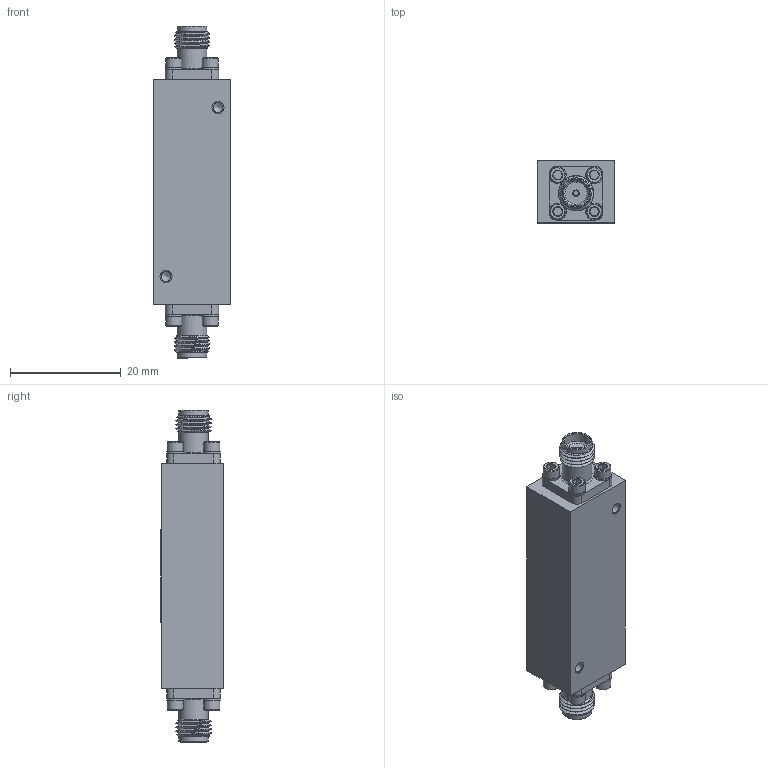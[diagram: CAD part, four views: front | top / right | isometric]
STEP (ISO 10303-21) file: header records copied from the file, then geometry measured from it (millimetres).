
FILE_DESCRIPTION (( 'STEP AP203' ), '1' );
FILE_NAME ('PE87FL1012_3D.step', '2021-03-11T18:13:33', ( '' ), ( '' ), 'SwSTEP 2.0', 'SolidWorks 2020', '' );
FILE_SCHEMA (( 'CONFIG_CONTROL_DESIGN' ));
Length unit declared in the file: inch
Products named in the file (1): PE87FL1012_3D
Bounding box: 13.97 x 11.23 x 59.94 mm (x, y, z)
Volume: 7006.6 mm3; surface area: 3548.8 mm2
Topology: 1 solids, 13 shells, 327 faces, 668 edges, 400 vertices
Faces by surface type: plane 155, cone 78, cylinder 70, bspline 22, torus 2
Full cylindrical faces by diameter (mm): 0.914 x2, 1.016 x2, 1.168 x2, 1.27 x2, 1.778 x2, 2.184 x2, 2.578 x8, 2.926 x8, 3.085 x8, 4.521 x2, 5.08 x2, 5.334 x4
Entity records: 16735 total; most frequent: CARTESIAN_POINT 10518, DIRECTION 1264, ORIENTED_EDGE 1132, EDGE_CURVE 566, AXIS2_PLACEMENT_3D 548, EDGE_LOOP 452, FACE_OUTER_BOUND 373, VERTEX_POINT 370
